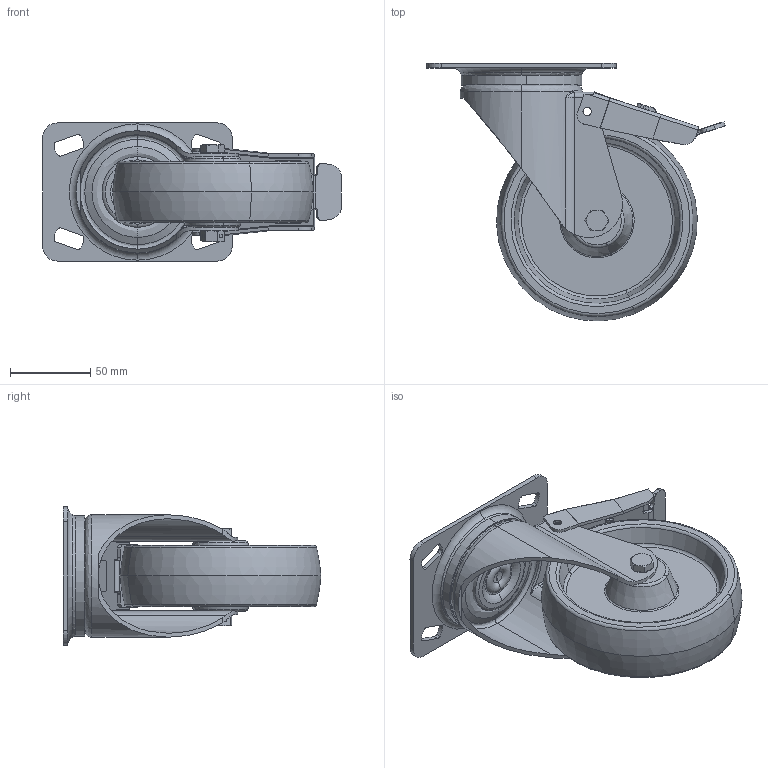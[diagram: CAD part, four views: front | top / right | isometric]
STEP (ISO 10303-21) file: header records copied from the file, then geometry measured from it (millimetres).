
FILE_DESCRIPTION (( 'STEP AP214' ), '1' );
FILE_NAME ('0030251_L-IT-HDK-125-G-3-DSN.STEP', '2017-03-06T10:51:44', ( '' ), ( '' ), 'SwSTEP 2.0', 'SolidWorks 2016', '' );
FILE_SCHEMA (( 'AUTOMOTIVE_DESIGN' ));
Length unit declared in the file: millimetre
Products named in the file (1): 0030251_L-IT-HDK-125-G-3-DSN
Bounding box: 185.93 x 160.44 x 86 mm (x, y, z)
Surface area: 134235.8 mm2 (no closed solid volume)
Topology: 0 solids, 11 shells, 525 faces, 1302 edges, 813 vertices
Faces by surface type: plane 210, cylinder 120, bspline 74, torus 65, cone 56
Entity records: 23637 total; most frequent: CARTESIAN_POINT 5867, ORIENTED_EDGE 2584, DIRECTION 2410, EDGE_CURVE 1294, AXIS2_PLACEMENT_3D 904, VERTEX_POINT 813, LINE 602, VECTOR 602
